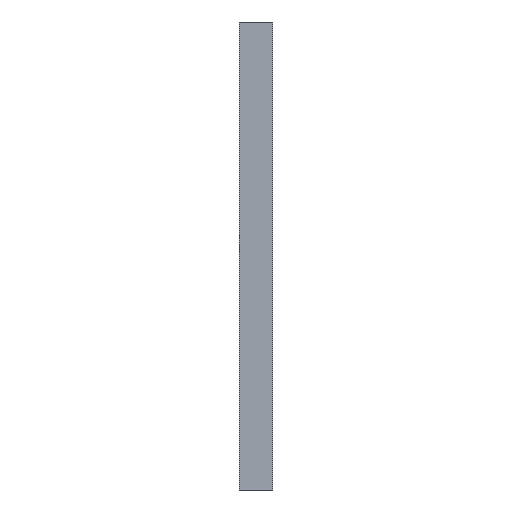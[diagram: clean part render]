
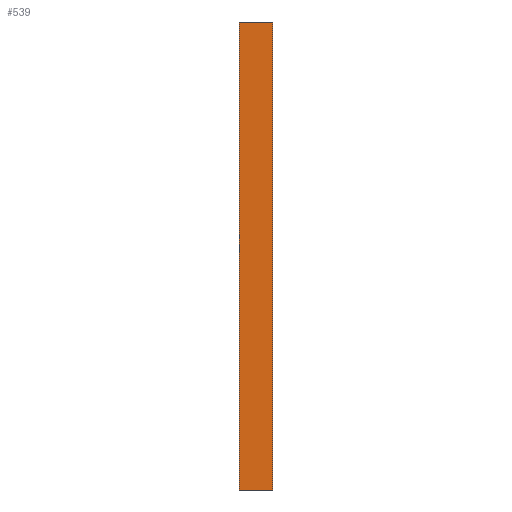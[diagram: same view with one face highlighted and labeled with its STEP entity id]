
A CAD part, left-side view. The second image highlights one B-rep face of the part: STEP entity #539.
In plain terms, the highlighted planar face has unit normal (-1, 0, 0).
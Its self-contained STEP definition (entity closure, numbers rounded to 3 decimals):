
#4 = EDGE_CURVE ( 'NONE', #1423, #993, #445, .T. ) ;
#80 = LINE ( 'NONE', #1321, #1355 ) ;
#198 = CARTESIAN_POINT ( 'NONE',  ( -70., 10., 70. ) ) ;
#258 = ORIENTED_EDGE ( 'NONE', *, *, #893, .F. ) ;
#272 = EDGE_LOOP ( 'NONE', ( #316, #258, #1366, #901 ) ) ;
#281 = PLANE ( 'NONE',  #626 ) ;
#316 = ORIENTED_EDGE ( 'NONE', *, *, #1713, .T. ) ;
#445 = LINE ( 'NONE', #822, #1390 ) ;
#453 = CARTESIAN_POINT ( 'NONE',  ( -70., 10., 70. ) ) ;
#463 = LINE ( 'NONE', #808, #744 ) ;
#522 = DIRECTION ( 'NONE',  ( 0., 0., 1. ) ) ;
#529 = DIRECTION ( 'NONE',  ( 1., 0., 0. ) ) ;
#539 = ADVANCED_FACE ( 'NONE', ( #1040 ), #281, .F. ) ;
#626 = AXIS2_PLACEMENT_3D ( 'NONE', #1386, #529, #957 ) ;
#659 = VERTEX_POINT ( 'NONE', #1422 ) ;
#744 = VECTOR ( 'NONE', #968, 1000. ) ;
#759 = DIRECTION ( 'NONE',  ( 0., -1., 0. ) ) ;
#761 = CARTESIAN_POINT ( 'NONE',  ( -70., 0., 70. ) ) ;
#808 = CARTESIAN_POINT ( 'NONE',  ( -70., 0., 70. ) ) ;
#809 = LINE ( 'NONE', #198, #1729 ) ;
#819 = CARTESIAN_POINT ( 'NONE',  ( -70., 10., -70. ) ) ;
#822 = CARTESIAN_POINT ( 'NONE',  ( -70., 10., 70. ) ) ;
#893 = EDGE_CURVE ( 'NONE', #993, #1735, #809, .T. ) ;
#901 = ORIENTED_EDGE ( 'NONE', *, *, #935, .T. ) ;
#935 = EDGE_CURVE ( 'NONE', #1423, #659, #80, .T. ) ;
#957 = DIRECTION ( 'NONE',  ( 0., 0., -1. ) ) ;
#968 = DIRECTION ( 'NONE',  ( 0., 0., 1. ) ) ;
#993 = VERTEX_POINT ( 'NONE', #453 ) ;
#1040 = FACE_OUTER_BOUND ( 'NONE', #272, .T. ) ;
#1172 = DIRECTION ( 'NONE',  ( 0., -1., 0. ) ) ;
#1321 = CARTESIAN_POINT ( 'NONE',  ( -70., 10., -70. ) ) ;
#1355 = VECTOR ( 'NONE', #759, 1000. ) ;
#1366 = ORIENTED_EDGE ( 'NONE', *, *, #4, .F. ) ;
#1386 = CARTESIAN_POINT ( 'NONE',  ( -70., 10., 70. ) ) ;
#1390 = VECTOR ( 'NONE', #522, 1000. ) ;
#1422 = CARTESIAN_POINT ( 'NONE',  ( -70., 0., -70. ) ) ;
#1423 = VERTEX_POINT ( 'NONE', #819 ) ;
#1713 = EDGE_CURVE ( 'NONE', #659, #1735, #463, .T. ) ;
#1729 = VECTOR ( 'NONE', #1172, 1000. ) ;
#1735 = VERTEX_POINT ( 'NONE', #761 ) ;
